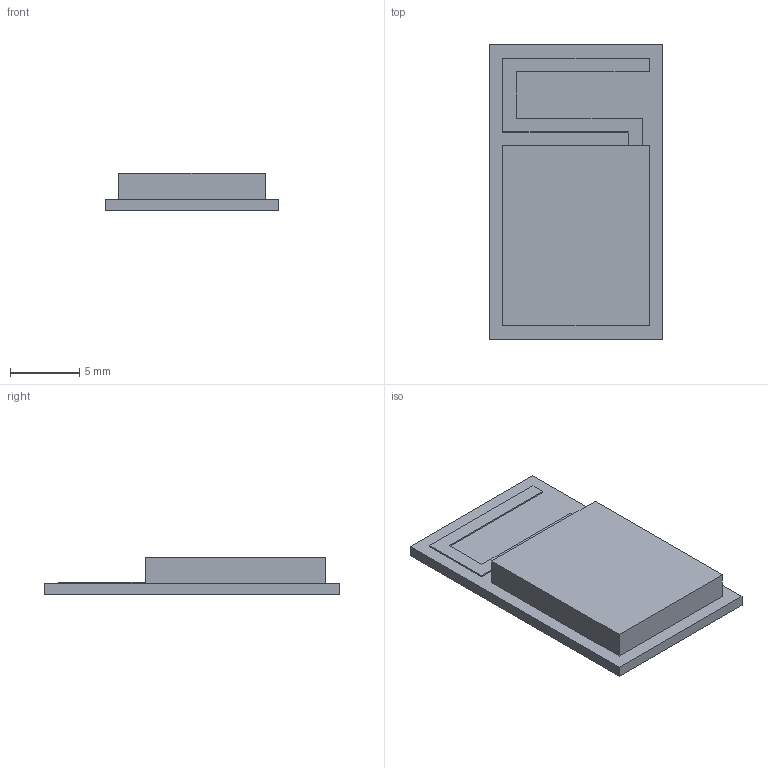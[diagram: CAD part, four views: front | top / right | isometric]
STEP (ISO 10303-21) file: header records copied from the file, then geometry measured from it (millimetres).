
FILE_DESCRIPTION( ( 'Unknown' ), '1' );
FILE_NAME( 'MODULE_ACI810700S.step', 'Unknown', ( 'Unknown' ), ( 'Unknown' ), 'PSStep 15.0.49', 'Unknown', ' ' );
FILE_SCHEMA( ( 'AUTOMOTIVE_DESIGN { 1 0 10303 214 1 1 1 1 }' ) );
Length unit declared in the file: millimetre
Products named in the file (1): 1
Bounding box: 12.55 x 21.34 x 2.7 mm (x, y, z)
Volume: 477.3 mm3; surface area: 684.3 mm2
Topology: 1 solids, 1 shells, 21 faces, 54 edges, 36 vertices
Faces by surface type: plane 21
Entity records: 812 total; most frequent: CARTESIAN_POINT 112, ORIENTED_EDGE 108, DIRECTION 98, EDGE_CURVE 54, LINE 54, VECTOR 54, VERTEX_POINT 36, AXIS2_PLACEMENT_3D 22
